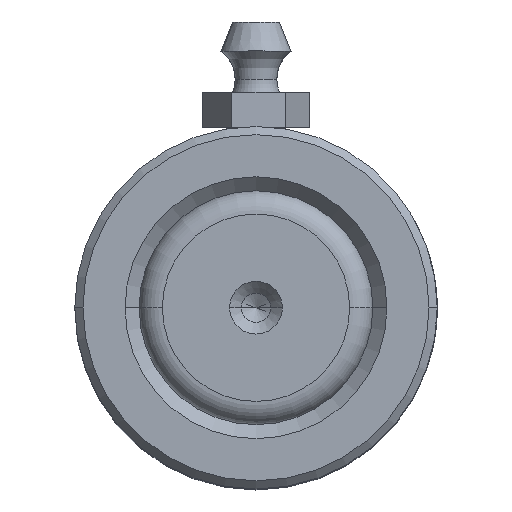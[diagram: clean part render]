
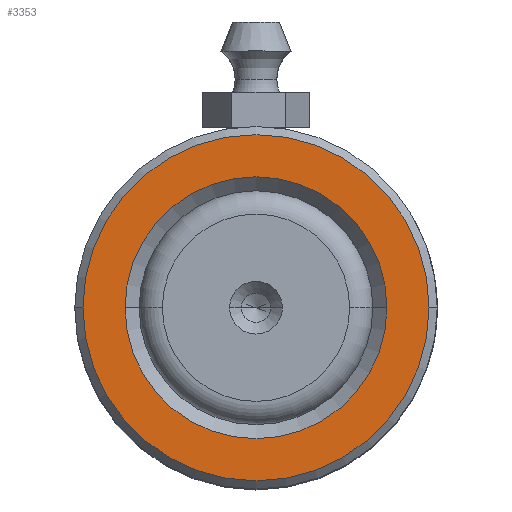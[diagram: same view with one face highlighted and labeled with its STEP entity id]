
A CAD part, top view. The second image highlights one B-rep face of the part: STEP entity #3353.
In plain terms, the highlighted planar face has unit normal (0, 0, 1).
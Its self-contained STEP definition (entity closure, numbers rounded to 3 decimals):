
#13 = CARTESIAN_POINT ( 'NONE',  ( 0., 0., 50. ) ) ;
#528 = DIRECTION ( 'NONE',  ( 1., 0., 0. ) ) ;
#696 = PLANE ( 'NONE',  #1122 ) ;
#717 = DIRECTION ( 'NONE',  ( 1., 0., 0. ) ) ;
#883 = DIRECTION ( 'NONE',  ( 1., 0., 0. ) ) ;
#890 = DIRECTION ( 'NONE',  ( 0., 0., 1. ) ) ;
#1026 = FACE_OUTER_BOUND ( 'NONE', #7197, .T. ) ;
#1122 = AXIS2_PLACEMENT_3D ( 'NONE', #5223, #890, #1439 ) ;
#1240 = ORIENTED_EDGE ( 'NONE', *, *, #8138, .T. ) ;
#1439 = DIRECTION ( 'NONE',  ( 1., 0., 0. ) ) ;
#1505 = DIRECTION ( 'NONE',  ( 0., 0., -1. ) ) ;
#1541 = DIRECTION ( 'NONE',  ( 1., 0., 0. ) ) ;
#1738 = VERTEX_POINT ( 'NONE', #3769 ) ;
#2034 = AXIS2_PLACEMENT_3D ( 'NONE', #13, #7005, #528 ) ;
#2347 = CARTESIAN_POINT ( 'NONE',  ( -11.2, 0., 50. ) ) ;
#2436 = VERTEX_POINT ( 'NONE', #5756 ) ;
#2459 = EDGE_CURVE ( 'NONE', #2436, #4996, #3047, .T. ) ;
#2738 = ORIENTED_EDGE ( 'NONE', *, *, #2459, .T. ) ;
#2750 = CARTESIAN_POINT ( 'NONE',  ( 0., 0., 50. ) ) ;
#2778 = CARTESIAN_POINT ( 'NONE',  ( 0., 0., 50. ) ) ;
#2885 = DIRECTION ( 'NONE',  ( 0., 0., 1. ) ) ;
#3047 = CIRCLE ( 'NONE', #2034, 14.8 ) ;
#3296 = CIRCLE ( 'NONE', #3982, 11.2 ) ;
#3353 = ADVANCED_FACE ( 'NONE', ( #1026, #5370 ), #696, .T. ) ;
#3687 = CIRCLE ( 'NONE', #6790, 11.2 ) ;
#3703 = AXIS2_PLACEMENT_3D ( 'NONE', #2778, #2885, #1541 ) ;
#3769 = CARTESIAN_POINT ( 'NONE',  ( 11.2, 0., 50. ) ) ;
#3787 = CIRCLE ( 'NONE', #3703, 14.8 ) ;
#3948 = DIRECTION ( 'NONE',  ( 0., 0., -1. ) ) ;
#3982 = AXIS2_PLACEMENT_3D ( 'NONE', #2750, #3948, #717 ) ;
#4014 = VERTEX_POINT ( 'NONE', #2347 ) ;
#4936 = CARTESIAN_POINT ( 'NONE',  ( 14.8, 0., 50. ) ) ;
#4996 = VERTEX_POINT ( 'NONE', #4936 ) ;
#5223 = CARTESIAN_POINT ( 'NONE',  ( 0., 0., 50. ) ) ;
#5370 = FACE_BOUND ( 'NONE', #5427, .T. ) ;
#5381 = CARTESIAN_POINT ( 'NONE',  ( 0., 0., 50. ) ) ;
#5427 = EDGE_LOOP ( 'NONE', ( #7586, #5992 ) ) ;
#5756 = CARTESIAN_POINT ( 'NONE',  ( -14.8, 0., 50. ) ) ;
#5992 = ORIENTED_EDGE ( 'NONE', *, *, #7963, .T. ) ;
#6790 = AXIS2_PLACEMENT_3D ( 'NONE', #5381, #1505, #883 ) ;
#7005 = DIRECTION ( 'NONE',  ( 0., 0., 1. ) ) ;
#7197 = EDGE_LOOP ( 'NONE', ( #2738, #1240 ) ) ;
#7586 = ORIENTED_EDGE ( 'NONE', *, *, #8246, .T. ) ;
#7963 = EDGE_CURVE ( 'NONE', #4014, #1738, #3296, .T. ) ;
#8138 = EDGE_CURVE ( 'NONE', #4996, #2436, #3787, .T. ) ;
#8246 = EDGE_CURVE ( 'NONE', #1738, #4014, #3687, .T. ) ;
